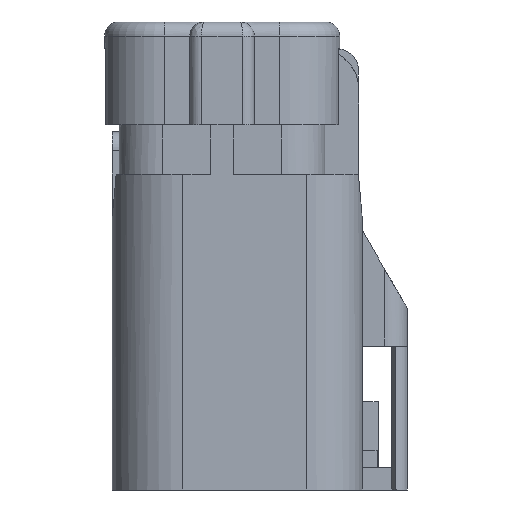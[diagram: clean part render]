
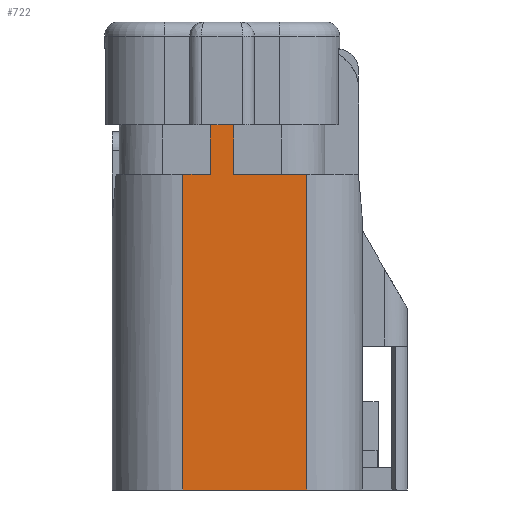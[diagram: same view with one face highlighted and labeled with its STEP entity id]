
A CAD part, left-side view. The second image highlights one B-rep face of the part: STEP entity #722.
In plain terms, the highlighted planar face has unit normal (-1, 0, 0).
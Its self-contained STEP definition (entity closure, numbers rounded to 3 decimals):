
#369=FACE_OUTER_BOUND('',#1387,.T.);
#722=ADVANCED_FACE('',(#369),#1024,.T.);
#1024=PLANE('',#7248);
#1387=EDGE_LOOP('',(#2811,#2812,#2813,#2814,#2815,#2816,#2817,#2818));
#2811=ORIENTED_EDGE('',*,*,#4983,.F.);
#2812=ORIENTED_EDGE('',*,*,#4984,.F.);
#2813=ORIENTED_EDGE('',*,*,#4980,.T.);
#2814=ORIENTED_EDGE('',*,*,#4805,.F.);
#2815=ORIENTED_EDGE('',*,*,#4802,.T.);
#2816=ORIENTED_EDGE('',*,*,#4800,.T.);
#2817=ORIENTED_EDGE('',*,*,#4799,.T.);
#2818=ORIENTED_EDGE('',*,*,#4796,.F.);
#4029=VERTEX_POINT('',#10426);
#4030=VERTEX_POINT('',#10428);
#4031=VERTEX_POINT('',#10432);
#4032=VERTEX_POINT('',#10436);
#4033=VERTEX_POINT('',#10440);
#4035=VERTEX_POINT('',#10446);
#4140=VERTEX_POINT('',#10789);
#4142=VERTEX_POINT('',#10795);
#4796=EDGE_CURVE('',#4029,#4030,#5689,.T.);
#4799=EDGE_CURVE('',#4031,#4030,#5692,.T.);
#4800=EDGE_CURVE('',#4032,#4031,#5693,.T.);
#4802=EDGE_CURVE('',#4033,#4032,#5695,.T.);
#4805=EDGE_CURVE('',#4033,#4035,#5698,.T.);
#4980=EDGE_CURVE('',#4140,#4035,#5853,.T.);
#4983=EDGE_CURVE('',#4142,#4029,#5855,.T.);
#4984=EDGE_CURVE('',#4140,#4142,#5856,.T.);
#5689=LINE('',#10427,#6478);
#5692=LINE('',#10433,#6481);
#5693=LINE('',#10435,#6482);
#5695=LINE('',#10439,#6484);
#5698=LINE('',#10445,#6487);
#5853=LINE('',#10788,#6642);
#5855=LINE('',#10794,#6644);
#5856=LINE('',#10796,#6645);
#6478=VECTOR('',#8211,1.);
#6481=VECTOR('',#8216,1.);
#6482=VECTOR('',#8219,1.);
#6484=VECTOR('',#8223,1.);
#6487=VECTOR('',#8228,1.);
#6642=VECTOR('',#8533,1.);
#6644=VECTOR('',#8539,1.);
#6645=VECTOR('',#8540,1.);
#7248=AXIS2_PLACEMENT_3D('',#10797,#8541,#8542);
#8211=DIRECTION('',(0.,-1.,0.));
#8216=DIRECTION('',(0.,0.,-1.));
#8219=DIRECTION('',(0.,1.,0.));
#8223=DIRECTION('',(0.,0.,1.));
#8228=DIRECTION('',(0.,-1.,0.));
#8533=DIRECTION('',(0.,0.,1.));
#8539=DIRECTION('',(0.,0.,1.));
#8540=DIRECTION('',(0.,1.,0.));
#8541=DIRECTION('',(-1.,0.,0.));
#8542=DIRECTION('',(0.,-1.,0.));
#10426=CARTESIAN_POINT('',(-13.5,3.352,21.15));
#10427=CARTESIAN_POINT('',(-13.5,5.65,21.15));
#10428=CARTESIAN_POINT('',(-13.5,1.,21.15));
#10432=CARTESIAN_POINT('',(-13.5,1.,25.35));
#10433=CARTESIAN_POINT('',(-13.5,1.,27.466));
#10435=CARTESIAN_POINT('',(-13.5,-1.803,25.35));
#10436=CARTESIAN_POINT('',(-13.5,-1.,25.35));
#10439=CARTESIAN_POINT('',(-13.5,-1.,20.15));
#10440=CARTESIAN_POINT('',(-13.5,-1.,21.15));
#10445=CARTESIAN_POINT('',(-13.5,-11.519,21.15));
#10446=CARTESIAN_POINT('',(-13.5,-7.248,21.15));
#10788=CARTESIAN_POINT('',(-13.5,-7.248,-5.35));
#10789=CARTESIAN_POINT('',(-13.5,-7.248,-5.85));
#10794=CARTESIAN_POINT('',(-13.5,3.352,-5.35));
#10795=CARTESIAN_POINT('',(-13.5,3.352,-5.85));
#10796=CARTESIAN_POINT('',(-13.5,-17.773,-5.85));
#10797=CARTESIAN_POINT('',(-13.5,4.412,-8.632));
